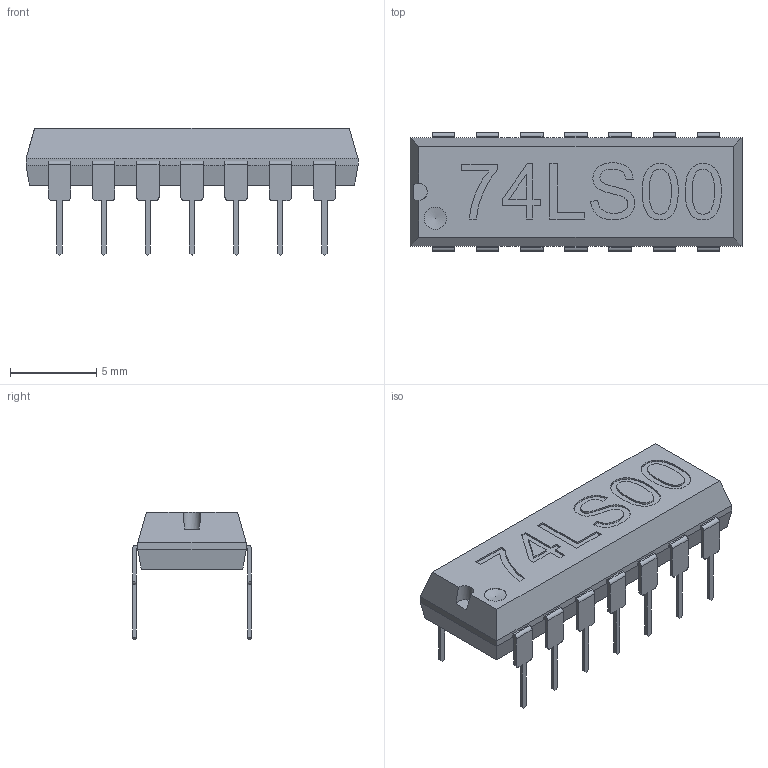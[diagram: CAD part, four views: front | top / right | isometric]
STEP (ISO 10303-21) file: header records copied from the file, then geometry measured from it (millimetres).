
FILE_DESCRIPTION(/* description */ (''),/* implementation_level */ '2;1');
FILE_NAME(/* name */ '74LS00.step',/* time_stamp */ '2019-10-31T12:14:45-06:00',/* author */ (''),/* organization */ (''),/* preprocessor_version */ 'ST-DEVELOPER v18',/* originating_system */ 'Autodesk Translation Framework v8.6.0.1094',/* authorisation */ '');
FILE_SCHEMA (('AUTOMOTIVE_DESIGN { 1 0 10303 214 3 1 1 }'));
Length unit declared in the file: millimetre
Products named in the file (1): 74LS00
Bounding box: 19.3 x 6.9 x 7.4 mm (x, y, z)
Volume: 382.6 mm3; surface area: 528.4 mm2
Topology: 1 solids, 1 shells, 385 faces, 1073 edges, 713 vertices
Faces by surface type: plane 247, bspline 79, cylinder 58, cone 1
Full cylindrical faces by diameter (mm): 1.3 x1
Entity records: 13037 total; most frequent: CARTESIAN_POINT 3514, ORIENTED_EDGE 2144, DIRECTION 1648, EDGE_CURVE 1072, LINE 794, VECTOR 794, VERTEX_POINT 713, AXIS2_PLACEMENT_3D 427
